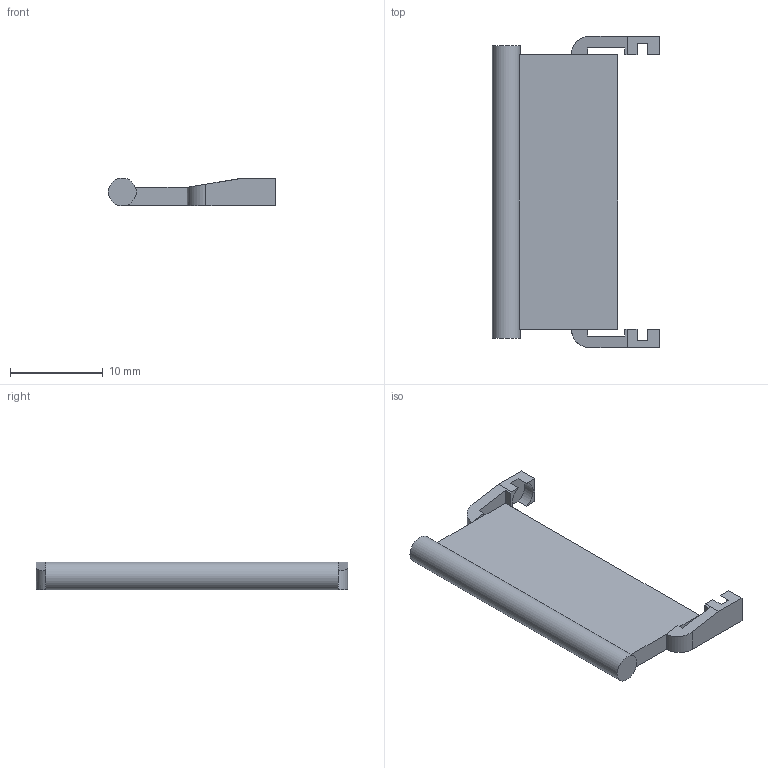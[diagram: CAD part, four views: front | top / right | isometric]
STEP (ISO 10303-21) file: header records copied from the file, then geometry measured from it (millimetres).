
FILE_DESCRIPTION(/* description */ (''),/* implementation_level */ '2;1');
FILE_NAME(/* name */ '20_Rect_Aperture_door_hinge.ipt.step',/* time_stamp */ '2022-11-29T08:11:59+01:00',/* author */ ('marsikovabarbora'),/* organization */ (''),/* preprocessor_version */ 'ST-DEVELOPER v18.1',/* originating_system */ 'Autodesk Inventor 2022',/* authorisation */ '');
FILE_SCHEMA (('AUTOMOTIVE_DESIGN { 1 0 10303 214 3 1 1 }'));
Length unit declared in the file: millimetre
Products named in the file (1): 20_Rect_Aperture_door_hinge
Bounding box: 18 x 33.5 x 3 mm (x, y, z)
Volume: 919.8 mm3; surface area: 1182 mm2
Topology: 1 solids, 1 shells, 38 faces, 102 edges, 66 vertices
Faces by surface type: plane 31, cylinder 7
Full cylindrical faces by diameter (mm): 3 x1
Entity records: 1217 total; most frequent: CARTESIAN_POINT 207, ORIENTED_EDGE 204, DIRECTION 198, EDGE_CURVE 102, LINE 84, VECTOR 84, VERTEX_POINT 66, AXIS2_PLACEMENT_3D 57
